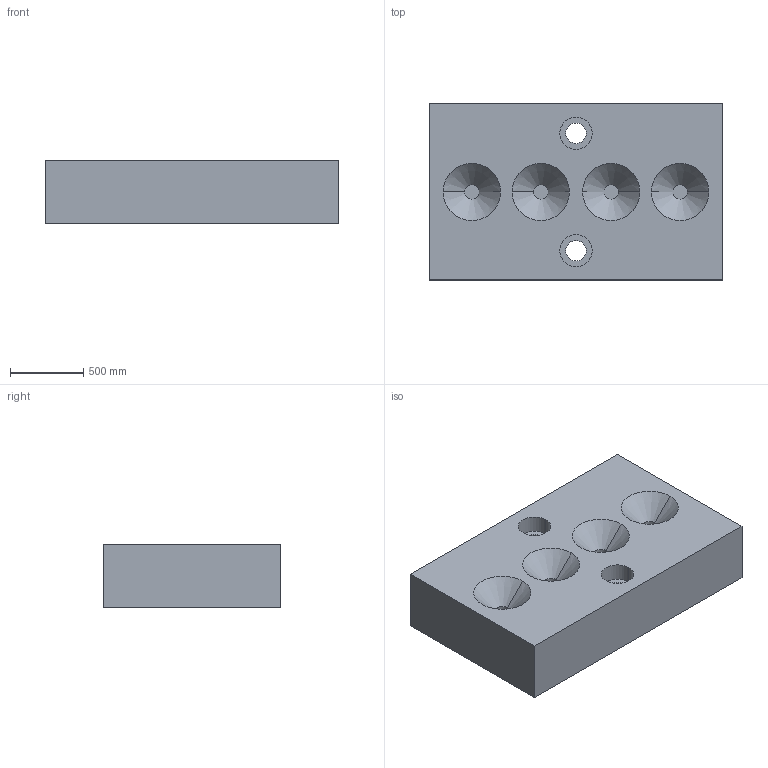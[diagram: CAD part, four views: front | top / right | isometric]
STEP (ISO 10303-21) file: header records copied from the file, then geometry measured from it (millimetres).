
FILE_DESCRIPTION(('produced by SPATIAL CORP'),'2;1');
FILE_NAME( 'ss_base.step.hh.sat.stp','2002-04-22T10:02:19+00:00',('SPATIAL CORP'),('SPATIAL CORP' ),'ACIS STEP Husk','http://www.spatial.com','SPATIAL CORP');
FILE_SCHEMA(('CONFIG_CONTROL_DESIGN'));
Length unit declared in the file: millimetre
Products named in the file (1): PRODUCT_ID_1
Bounding box: 2000 x 1200 x 430 mm (x, y, z)
Volume: 979544827.5 mm3; surface area: 8212846.4 mm2
Topology: 1 solids, 1 shells, 36 faces, 76 edges, 48 vertices
Faces by surface type: cylinder 16, plane 12, cone 8
Entity records: 909 total; most frequent: ORIENTED_EDGE 152, CARTESIAN_POINT 128, DIRECTION 124, EDGE_CURVE 76, VERTEX_POINT 48, EDGE_LOOP 46, FACE_BOUND 46, AXIS2_PLACEMENT_3D 44
